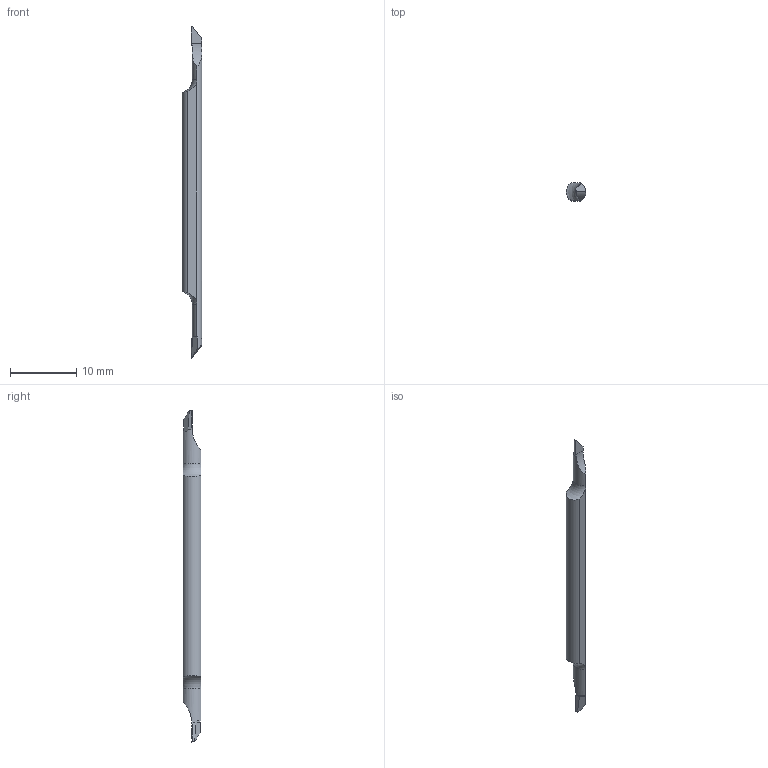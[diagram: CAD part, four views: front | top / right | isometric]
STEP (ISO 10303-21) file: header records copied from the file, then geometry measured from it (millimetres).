
FILE_DESCRIPTION(/* description */ (''),/* implementation_level */ '2;1');
FILE_NAME(/* name */ 'CR03RS-01B.stp',/* time_stamp */ '2023-08-02T11:53:50+09:00',/* author */ (''),/* organization */ (''),/* preprocessor_version */ 'ST-DEVELOPER v16',/* originating_system */ 'SIEMENS PLM Software NX 10.0',/* authorisation */ '');
FILE_SCHEMA (('AUTOMOTIVE_DESIGN { 1 0 10303 214 3 1 1 1 }'));
Length unit declared in the file: millimetre
Products named in the file (1): CR03RS-01B_ASM
Bounding box: 3 x 2.7 x 50 mm (x, y, z)
Volume: 247 mm3; surface area: 394.4 mm2
Topology: 2 solids, 2 shells, 30 faces, 88 edges, 70 vertices
Faces by surface type: plane 18, cylinder 8, bspline 2, torus 2
Entity records: 1435 total; most frequent: CARTESIAN_POINT 575, ORIENTED_EDGE 162, DIRECTION 149, EDGE_CURVE 81, VERTEX_POINT 55, AXIS2_PLACEMENT_3D 52, LINE 45, VECTOR 45
